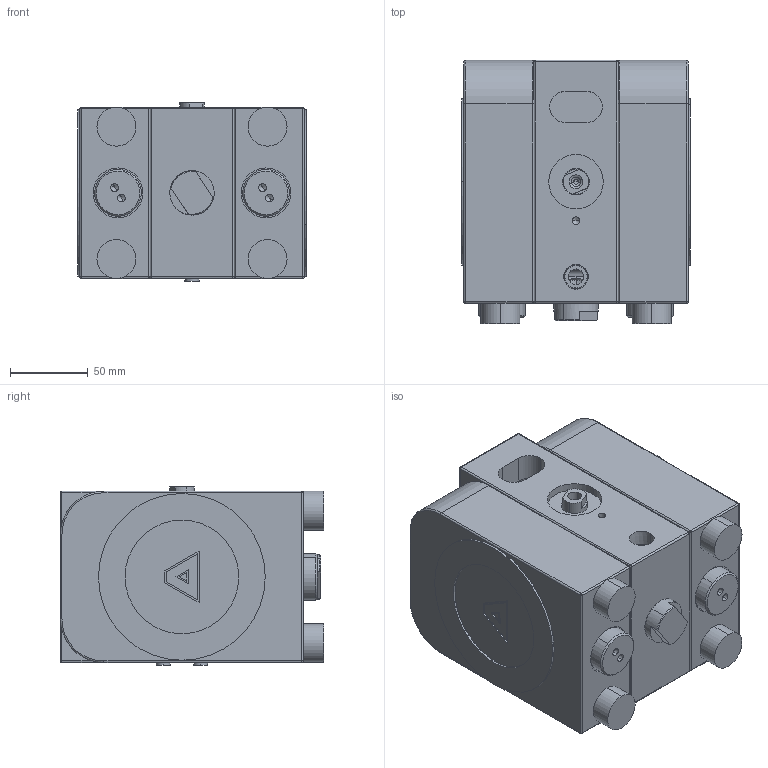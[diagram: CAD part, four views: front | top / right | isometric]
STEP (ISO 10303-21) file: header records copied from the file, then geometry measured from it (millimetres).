
FILE_DESCRIPTION (( 'STEP AP203' ), '1' );
FILE_NAME ('Assem1-E10-ÍâÐÎ3D.STEP', '2025-06-23T04:42:10', ( '' ), ( '' ), 'SwSTEP 2.0', 'SolidWorks 2022', '' );
FILE_SCHEMA (( 'CONFIG_CONTROL_DESIGN' ));
Length unit declared in the file: millimetre
Products named in the file (10): 1 08 A47-Air inlet_Basic; 7 10 A17-Plug, side housing_Basic; 7 08 A19-Plug, center housing_Basic; Assem1-E10-外形3D; 7 10 A11-Center housing_Basic; 7 10 A10-Side housing_Basic; 7 10 A15-Valve stop，discharge valve_Basic; 1 08 A45-Muffler_Basic; 1 08 922.-Shock absorbers_Basic; Abdeckkappe Doppelende E 10 - PSG China.step_Basic
Assembly tree (16 placements, depth 2):
  Assem1-E10-外形3D
    7 10 A11-Center housing_Basic
    7 10 A10-Side housing_Basic  x2
    1 08 A47-Air inlet_Basic
    1 08 A45-Muffler_Basic
    Abdeckkappe Doppelende E 10 - PSG China.step_Basic  x2
    7 08 A19-Plug, center housing_Basic
    7 10 A15-Valve stop，discharge valve_Basic  x2
    7 10 A17-Plug, side housing_Basic  x2
    1 08 922.-Shock absorbers_Basic  x4
Bounding box: 147 x 169 x 114.31 mm (x, y, z)
Volume: 2124184.6 mm3; surface area: 300047.4 mm2
Topology: 16 solids, 16 shells, 915 faces, 2086 edges, 1255 vertices
Faces by surface type: cylinder 375, plane 245, torus 152, cone 127, sphere 16
Entity records: 19272 total; most frequent: CARTESIAN_POINT 3710, DIRECTION 3344, ORIENTED_EDGE 2760, AXIS2_PLACEMENT_3D 1411, EDGE_CURVE 1380, VERTEX_POINT 851, CIRCLE 782, EDGE_LOOP 723
